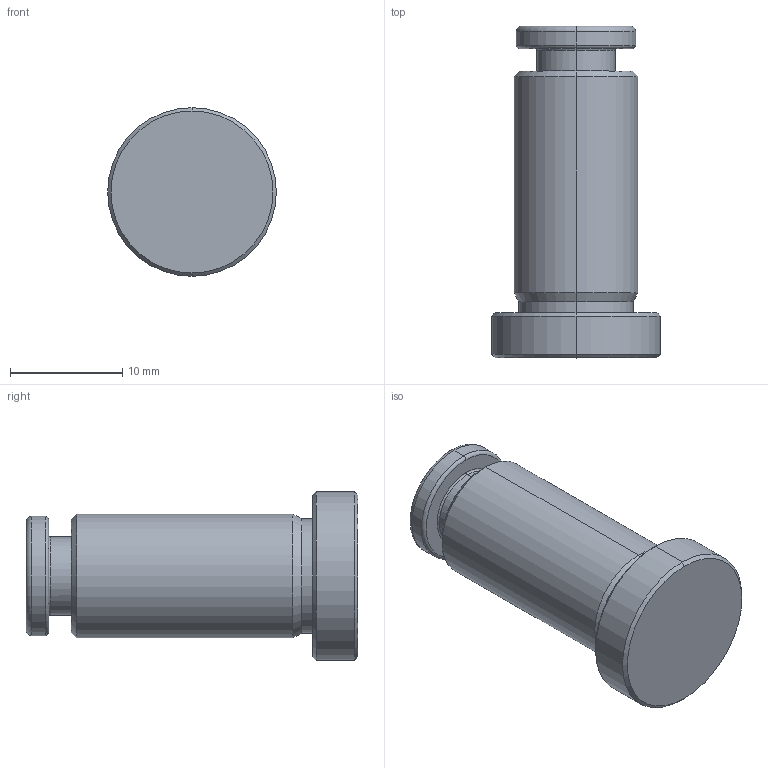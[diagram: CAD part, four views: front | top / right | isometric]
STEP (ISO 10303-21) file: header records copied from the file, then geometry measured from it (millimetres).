
FILE_DESCRIPTION (( 'STEP AP214' ), '1' );
FILE_NAME ('BE031115.STEP', '2013-06-21T07:15:08', ( '' ), ( '' ), 'SwSTEP 2.0', 'SolidWorks 2011', '' );
FILE_SCHEMA (( 'AUTOMOTIVE_DESIGN' ));
Length unit declared in the file: millimetre
Products named in the file (5): 1muelle03compAE; 1Casq_pulsador-3L_Pulsador_06; 9BE031115_9BA.061418; BE031115; 1bola238
Assembly tree (6 placements, depth 2):
  BE031115
    1bola238  x3
    9BE031115_9BA.061418
    1Casq_pulsador-3L_Pulsador_06
    1muelle03compAE
Bounding box: 15 x 29.5 x 15 mm (x, y, z)
Volume: 2561.9 mm3; surface area: 2751.1 mm2
Topology: 6 solids, 6 shells, 112 faces, 279 edges, 170 vertices
Faces by surface type: cylinder 38, cone 32, torus 20, plane 14, sphere 6, bspline 2
Entity records: 4733 total; most frequent: CARTESIAN_POINT 2014, DIRECTION 563, ORIENTED_EDGE 520, EDGE_CURVE 260, AXIS2_PLACEMENT_3D 248, VERTEX_POINT 157, CIRCLE 133, EDGE_LOOP 117
